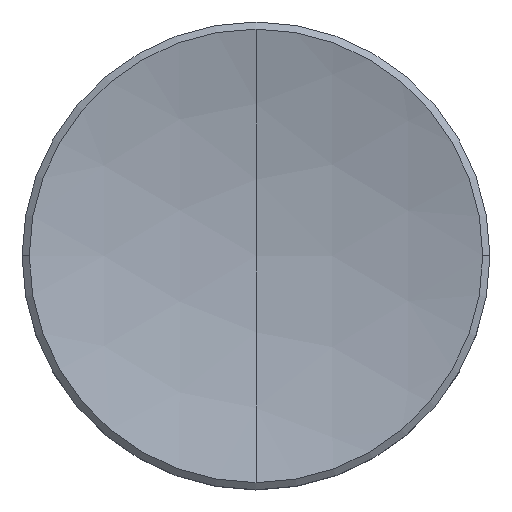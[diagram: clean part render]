
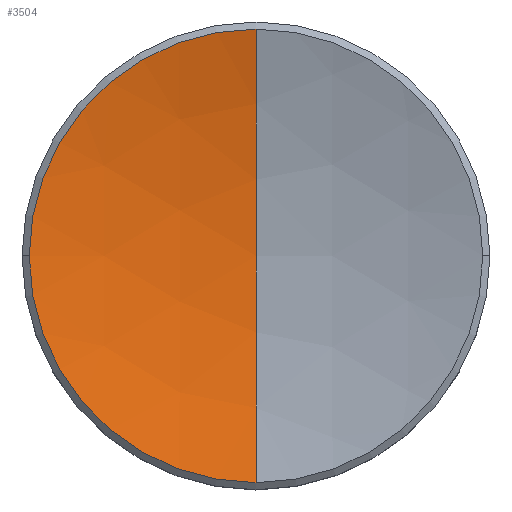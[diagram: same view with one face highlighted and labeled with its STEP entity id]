
A CAD part, top view. The second image highlights one B-rep face of the part: STEP entity #3504.
In plain terms, the highlighted spherical face has radius 24 mm.
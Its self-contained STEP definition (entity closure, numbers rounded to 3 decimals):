
#3488 = VERTEX_POINT ( 'NONE', #5304 ) ;
#3492 = VERTEX_POINT ( 'NONE', #5347 ) ;
#3500 = ORIENTED_EDGE ( 'NONE', *, *, #3549, .T. ) ;
#3501 = VERTEX_POINT ( 'NONE', #5382 ) ;
#3502 = EDGE_CURVE ( 'NONE', #3492, #3501, #5337, .T. ) ;
#3503 = ORIENTED_EDGE ( 'NONE', *, *, #3502, .T. ) ;
#3504 = ADVANCED_FACE ( 'NONE', ( #5340 ), #5248, .F. ) ;
#3505 = ORIENTED_EDGE ( 'NONE', *, *, #3511, .T. ) ;
#3507 = VERTEX_POINT ( 'NONE', #5329 ) ;
#3508 = EDGE_LOOP ( 'NONE', ( #3503, #3500, #3505, #3515 ) ) ;
#3511 = EDGE_CURVE ( 'NONE', #3488, #3507, #5247, .T. ) ;
#3513 = EDGE_CURVE ( 'NONE', #3492, #3507, #5228, .T. ) ;
#3515 = ORIENTED_EDGE ( 'NONE', *, *, #3513, .F. ) ;
#3549 = EDGE_CURVE ( 'NONE', #3501, #3488, #5461, .T. ) ;
#5226 = DIRECTION ( 'NONE',  ( 0., 0., 1. ) ) ;
#5227 = AXIS2_PLACEMENT_3D ( 'NONE', #5235, #5246, #5226 ) ;
#5228 = CIRCLE ( 'NONE', #5227, 24. ) ;
#5233 = DIRECTION ( 'NONE',  ( 0., 1., 0. ) ) ;
#5234 = DIRECTION ( 'NONE',  ( 1., 0., 0. ) ) ;
#5235 = CARTESIAN_POINT ( 'NONE',  ( 0., 0., 25.5 ) ) ;
#5240 = AXIS2_PLACEMENT_3D ( 'NONE', #5341, #5234, #5233 ) ;
#5241 = DIRECTION ( 'NONE',  ( 0., 1., 0. ) ) ;
#5242 = DIRECTION ( 'NONE',  ( 1., 0., 0. ) ) ;
#5243 = CARTESIAN_POINT ( 'NONE',  ( 0., 0., 25.5 ) ) ;
#5244 = AXIS2_PLACEMENT_3D ( 'NONE', #5243, #5242, #5241 ) ;
#5246 = DIRECTION ( 'NONE',  ( -1., 0., 0. ) ) ;
#5247 = CIRCLE ( 'NONE', #5240, 24. ) ;
#5248 = SPHERICAL_SURFACE ( 'NONE', #5244, 24. ) ;
#5304 = CARTESIAN_POINT ( 'NONE',  ( 0., -6.156, 2.303 ) ) ;
#5324 = DIRECTION ( 'NONE',  ( 1., 0., 0. ) ) ;
#5325 = DIRECTION ( 'NONE',  ( 0., 0., 1. ) ) ;
#5326 = AXIS2_PLACEMENT_3D ( 'NONE', #5345, #5325, #5324 ) ;
#5329 = CARTESIAN_POINT ( 'NONE',  ( 0., 0., 1.5 ) ) ;
#5337 = CIRCLE ( 'NONE', #5326, 6.156 ) ;
#5340 = FACE_OUTER_BOUND ( 'NONE', #3508, .T. ) ;
#5341 = CARTESIAN_POINT ( 'NONE',  ( 0., 0., 25.5 ) ) ;
#5345 = CARTESIAN_POINT ( 'NONE',  ( 0., 0., 2.303 ) ) ;
#5347 = CARTESIAN_POINT ( 'NONE',  ( 0., 6.156, 2.303 ) ) ;
#5382 = CARTESIAN_POINT ( 'NONE',  ( -6.156, 0., 2.303 ) ) ;
#5453 = DIRECTION ( 'NONE',  ( 1., 0., 0. ) ) ;
#5454 = DIRECTION ( 'NONE',  ( 0., 0., 1. ) ) ;
#5455 = CARTESIAN_POINT ( 'NONE',  ( 0., 0., 2.303 ) ) ;
#5456 = AXIS2_PLACEMENT_3D ( 'NONE', #5455, #5454, #5453 ) ;
#5461 = CIRCLE ( 'NONE', #5456, 6.156 ) ;
